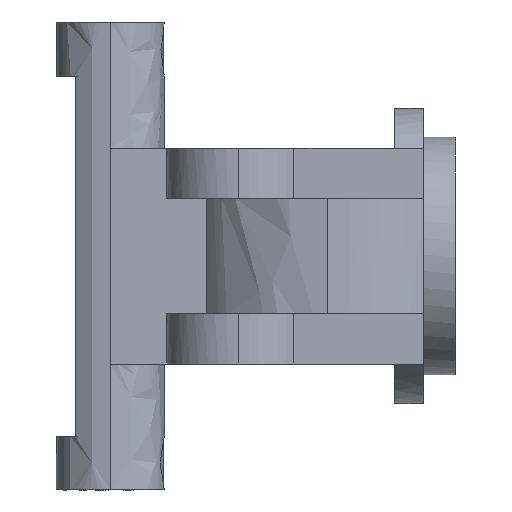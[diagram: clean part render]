
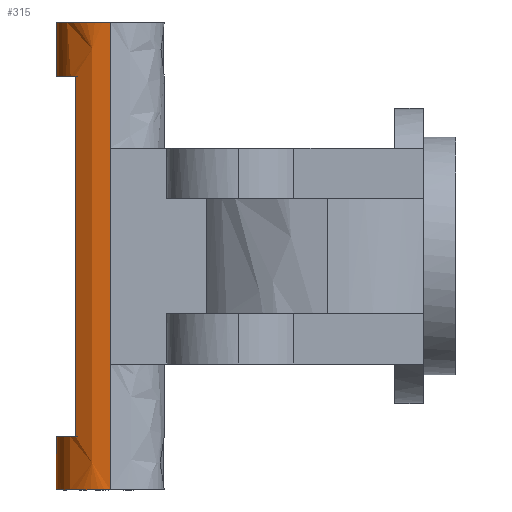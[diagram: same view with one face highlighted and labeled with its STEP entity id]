
A CAD part, left-side view. The second image highlights one B-rep face of the part: STEP entity #315.
In plain terms, the highlighted free-form (B-spline) face has degree [2, 1] with [5, 2] control points.
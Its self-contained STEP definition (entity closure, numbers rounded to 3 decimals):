
#315 = ADVANCED_FACE('',(#316),#396,.T.);
#316 = FACE_BOUND('',#317,.T.);
#317 = EDGE_LOOP('',(#318,#327,#334,#341,#351,#358,#366,#373,#381,#388)
  );
#318 = ORIENTED_EDGE('',*,*,#319,.F.);
#319 = EDGE_CURVE('',#320,#322,#324,.T.);
#320 = VERTEX_POINT('',#321);
#321 = CARTESIAN_POINT('',(87.239,116.766,
    40.264));
#322 = VERTEX_POINT('',#323);
#323 = CARTESIAN_POINT('',(87.239,116.766,
    87.239));
#324 = B_SPLINE_CURVE_WITH_KNOTS('',1,(#325,#326),.UNSPECIFIED.,.F.,.F.,
  (2,2),(0.,35.),.PIECEWISE_BEZIER_KNOTS.);
#325 = CARTESIAN_POINT('',(87.239,116.766,
    40.264));
#326 = CARTESIAN_POINT('',(87.239,116.766,
    87.239));
#327 = ORIENTED_EDGE('',*,*,#328,.F.);
#328 = EDGE_CURVE('',#329,#320,#331,.T.);
#329 = VERTEX_POINT('',#330);
#330 = CARTESIAN_POINT('',(87.239,116.766,
    -40.264));
#331 = B_SPLINE_CURVE_WITH_KNOTS('',1,(#332,#333),.UNSPECIFIED.,.F.,.F.,
  (2,2),(0.,60.),.PIECEWISE_BEZIER_KNOTS.);
#332 = CARTESIAN_POINT('',(87.239,116.766,
    -40.264));
#333 = CARTESIAN_POINT('',(87.239,116.766,
    40.264));
#334 = ORIENTED_EDGE('',*,*,#335,.F.);
#335 = EDGE_CURVE('',#336,#329,#338,.T.);
#336 = VERTEX_POINT('',#337);
#337 = CARTESIAN_POINT('',(87.239,116.766,
    -87.239));
#338 = B_SPLINE_CURVE_WITH_KNOTS('',1,(#339,#340),.UNSPECIFIED.,.F.,.F.,
  (2,2),(0.,35.),.PIECEWISE_BEZIER_KNOTS.);
#339 = CARTESIAN_POINT('',(87.239,116.766,
    -87.239));
#340 = CARTESIAN_POINT('',(87.239,116.766,
    -40.264));
#341 = ORIENTED_EDGE('',*,*,#342,.F.);
#342 = EDGE_CURVE('',#343,#336,#345,.T.);
#343 = VERTEX_POINT('',#344);
#344 = CARTESIAN_POINT('',(127.503,116.766,
    -87.239));
#345 = ( BOUNDED_CURVE() B_SPLINE_CURVE(2,(#346,#347,#348,#349,#350),
.UNSPECIFIED.,.F.,.F.) B_SPLINE_CURVE_WITH_KNOTS((3,2,3),(0.,
1.571,3.142),.PIECEWISE_BEZIER_KNOTS.) CURVE() 
GEOMETRIC_REPRESENTATION_ITEM() RATIONAL_B_SPLINE_CURVE((1.,
0.707,1.,0.707,1.)) REPRESENTATION_ITEM('') );
#346 = CARTESIAN_POINT('',(127.503,116.766,
    -87.239));
#347 = CARTESIAN_POINT('',(127.503,136.898,
    -87.239));
#348 = CARTESIAN_POINT('',(107.371,136.898,
    -87.239));
#349 = CARTESIAN_POINT('',(87.239,136.898,
    -87.239));
#350 = CARTESIAN_POINT('',(87.239,116.766,
    -87.239));
#351 = ORIENTED_EDGE('',*,*,#352,.F.);
#352 = EDGE_CURVE('',#353,#343,#355,.T.);
#353 = VERTEX_POINT('',#354);
#354 = CARTESIAN_POINT('',(127.503,116.766,
    -67.107));
#355 = B_SPLINE_CURVE_WITH_KNOTS('',1,(#356,#357),.UNSPECIFIED.,.F.,.F.,
  (2,2),(0.,15.),.PIECEWISE_BEZIER_KNOTS.);
#356 = CARTESIAN_POINT('',(127.503,116.766,
    -67.107));
#357 = CARTESIAN_POINT('',(127.503,116.766,
    -87.239));
#358 = ORIENTED_EDGE('',*,*,#359,.F.);
#359 = EDGE_CURVE('',#360,#353,#362,.T.);
#360 = VERTEX_POINT('',#361);
#361 = CARTESIAN_POINT('',(92.069,129.848,
    -67.107));
#362 = ( BOUNDED_CURVE() B_SPLINE_CURVE(2,(#363,#364,#365),
.UNSPECIFIED.,.F.,.F.) B_SPLINE_CURVE_WITH_KNOTS((3,3),(
0.,2.434),.PIECEWISE_BEZIER_KNOTS.) CURVE() 
GEOMETRIC_REPRESENTATION_ITEM() RATIONAL_B_SPLINE_CURVE((1.,
0.346,1.)) REPRESENTATION_ITEM('') );
#363 = CARTESIAN_POINT('',(92.069,129.848,
    -67.107));
#364 = CARTESIAN_POINT('',(127.503,171.294,
    -67.107));
#365 = CARTESIAN_POINT('',(127.503,116.766,
    -67.107));
#366 = ORIENTED_EDGE('',*,*,#367,.F.);
#367 = EDGE_CURVE('',#368,#360,#370,.T.);
#368 = VERTEX_POINT('',#369);
#369 = CARTESIAN_POINT('',(92.069,129.848,
    67.107));
#370 = B_SPLINE_CURVE_WITH_KNOTS('',1,(#371,#372),.UNSPECIFIED.,.F.,.F.,
  (2,2),(0.,100.),.PIECEWISE_BEZIER_KNOTS.);
#371 = CARTESIAN_POINT('',(92.069,129.848,
    67.107));
#372 = CARTESIAN_POINT('',(92.069,129.848,
    -67.107));
#373 = ORIENTED_EDGE('',*,*,#374,.F.);
#374 = EDGE_CURVE('',#375,#368,#377,.T.);
#375 = VERTEX_POINT('',#376);
#376 = CARTESIAN_POINT('',(127.503,116.766,
    67.107));
#377 = ( BOUNDED_CURVE() B_SPLINE_CURVE(2,(#378,#379,#380),
.UNSPECIFIED.,.F.,.F.) B_SPLINE_CURVE_WITH_KNOTS((3,3),(0.,
2.434),.PIECEWISE_BEZIER_KNOTS.) CURVE() 
GEOMETRIC_REPRESENTATION_ITEM() RATIONAL_B_SPLINE_CURVE((1.,
0.346,1.)) REPRESENTATION_ITEM('') );
#378 = CARTESIAN_POINT('',(127.503,116.766,
    67.107));
#379 = CARTESIAN_POINT('',(127.503,171.294,
    67.107));
#380 = CARTESIAN_POINT('',(92.069,129.848,
    67.107));
#381 = ORIENTED_EDGE('',*,*,#382,.F.);
#382 = EDGE_CURVE('',#383,#375,#385,.T.);
#383 = VERTEX_POINT('',#384);
#384 = CARTESIAN_POINT('',(127.503,116.766,
    87.239));
#385 = B_SPLINE_CURVE_WITH_KNOTS('',1,(#386,#387),.UNSPECIFIED.,.F.,.F.,
  (2,2),(0.,15.),.PIECEWISE_BEZIER_KNOTS.);
#386 = CARTESIAN_POINT('',(127.503,116.766,
    87.239));
#387 = CARTESIAN_POINT('',(127.503,116.766,
    67.107));
#388 = ORIENTED_EDGE('',*,*,#389,.F.);
#389 = EDGE_CURVE('',#322,#383,#390,.T.);
#390 = ( BOUNDED_CURVE() B_SPLINE_CURVE(2,(#391,#392,#393,#394,#395),
.UNSPECIFIED.,.F.,.F.) B_SPLINE_CURVE_WITH_KNOTS((3,2,3),(
    0.,1.571,3.142),.UNSPECIFIED.) 
CURVE() GEOMETRIC_REPRESENTATION_ITEM() RATIONAL_B_SPLINE_CURVE((1.,
0.707,1.,0.707,1.)) REPRESENTATION_ITEM('') );
#391 = CARTESIAN_POINT('',(87.239,116.766,
    87.239));
#392 = CARTESIAN_POINT('',(87.239,136.898,
    87.239));
#393 = CARTESIAN_POINT('',(107.371,136.898,
    87.239));
#394 = CARTESIAN_POINT('',(127.503,136.898,
    87.239));
#395 = CARTESIAN_POINT('',(127.503,116.766,
    87.239));
#396 = ( BOUNDED_SURFACE() B_SPLINE_SURFACE(2,1,(
    (#397,#398)
    ,(#399,#400)
    ,(#401,#402)
    ,(#403,#404)
,(#405,#406
    )),.UNSPECIFIED.,.F.,.F.,.F.) B_SPLINE_SURFACE_WITH_KNOTS((3,2,3),(2
    ,2),(3.142,4.712,6.283),(0.,130.),
.PIECEWISE_BEZIER_KNOTS.) GEOMETRIC_REPRESENTATION_ITEM() 
RATIONAL_B_SPLINE_SURFACE((
    (1.,1.)
    ,(0.707,0.707)
    ,(1.,1.)
    ,(0.707,0.707)
,(1.,1.))) REPRESENTATION_ITEM('') SURFACE() );
#397 = CARTESIAN_POINT('',(127.503,116.766,
    87.239));
#398 = CARTESIAN_POINT('',(127.503,116.766,
    -87.239));
#399 = CARTESIAN_POINT('',(127.503,136.898,
    87.239));
#400 = CARTESIAN_POINT('',(127.503,136.898,
    -87.239));
#401 = CARTESIAN_POINT('',(107.371,136.898,
    87.239));
#402 = CARTESIAN_POINT('',(107.371,136.898,
    -87.239));
#403 = CARTESIAN_POINT('',(87.239,136.898,
    87.239));
#404 = CARTESIAN_POINT('',(87.239,136.898,
    -87.239));
#405 = CARTESIAN_POINT('',(87.239,116.766,
    87.239));
#406 = CARTESIAN_POINT('',(87.239,116.766,
    -87.239));
